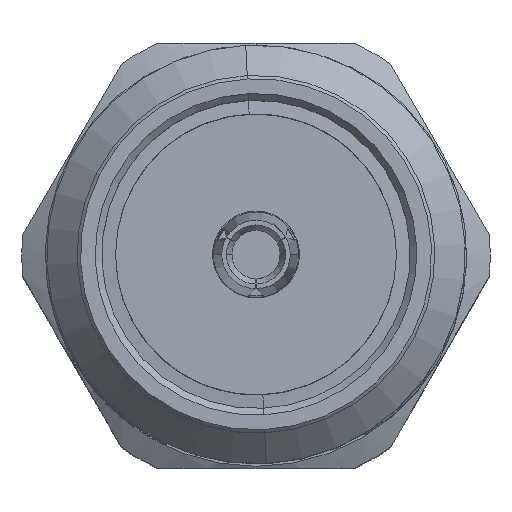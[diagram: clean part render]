
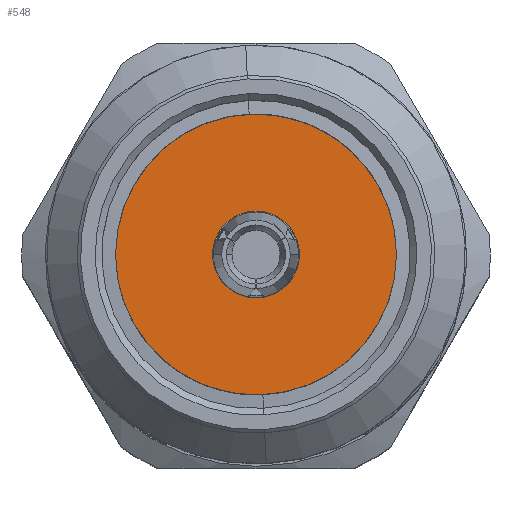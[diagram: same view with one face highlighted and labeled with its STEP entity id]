
A CAD part, top view. The second image highlights one B-rep face of the part: STEP entity #548.
In plain terms, the highlighted planar face has unit normal (0, 0, 1).
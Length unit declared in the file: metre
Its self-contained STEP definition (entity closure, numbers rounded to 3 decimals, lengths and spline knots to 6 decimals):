
#21 = CARTESIAN_POINT ( 'NONE',  ( -0.0021, 0., 0. ) ) ;
#38 = CIRCLE ( 'NONE', #2998, 0.00065 ) ;
#86 = DIRECTION ( 'NONE',  ( 0., 0., 1. ) ) ;
#294 = CARTESIAN_POINT ( 'NONE',  ( 0., 0.0021, 0. ) ) ;
#548 = ADVANCED_FACE ( 'NONE', ( #1501, #2216 ), #2980, .F. ) ;
#609 = EDGE_CURVE ( 'NONE', #2160, #2258, #3397, .T. ) ;
#800 = ORIENTED_EDGE ( 'NONE', *, *, #2299, .F. ) ;
#840 = DIRECTION ( 'NONE',  ( 0., 0., -1. ) ) ;
#857 = EDGE_CURVE ( 'NONE', #1348, #1103, #38, .T. ) ;
#862 = CARTESIAN_POINT ( 'NONE',  ( 0.0021, 0., 0. ) ) ;
#1103 = VERTEX_POINT ( 'NONE', #2246 ) ;
#1118 = ORIENTED_EDGE ( 'NONE', *, *, #2874, .T. ) ;
#1155 = CARTESIAN_POINT ( 'NONE',  ( 0., 0., 0. ) ) ;
#1269 = ORIENTED_EDGE ( 'NONE', *, *, #857, .F. ) ;
#1270 = CIRCLE ( 'NONE', #2151, 0.0021 ) ;
#1346 = DIRECTION ( 'NONE',  ( 0., 0., 1. ) ) ;
#1348 = VERTEX_POINT ( 'NONE', #1372 ) ;
#1372 = CARTESIAN_POINT ( 'NONE',  ( 0.00065, 0., 0. ) ) ;
#1418 = DIRECTION ( 'NONE',  ( 1., 0., 0. ) ) ;
#1501 = FACE_BOUND ( 'NONE', #1611, .T. ) ;
#1545 = DIRECTION ( 'NONE',  ( 0., 0., 1. ) ) ;
#1611 = EDGE_LOOP ( 'NONE', ( #1269, #800 ) ) ;
#1675 = EDGE_LOOP ( 'NONE', ( #1118, #2960 ) ) ;
#1689 = CARTESIAN_POINT ( 'NONE',  ( 0., 0., 0. ) ) ;
#1971 = DIRECTION ( 'NONE',  ( 1., 0., 0. ) ) ;
#1992 = AXIS2_PLACEMENT_3D ( 'NONE', #294, #840, #2726 ) ;
#2151 = AXIS2_PLACEMENT_3D ( 'NONE', #3158, #1545, #3432 ) ;
#2156 = AXIS2_PLACEMENT_3D ( 'NONE', #1155, #3024, #1418 ) ;
#2160 = VERTEX_POINT ( 'NONE', #21 ) ;
#2216 = FACE_OUTER_BOUND ( 'NONE', #1675, .T. ) ;
#2246 = CARTESIAN_POINT ( 'NONE',  ( -0.00065, 0., 0. ) ) ;
#2258 = VERTEX_POINT ( 'NONE', #862 ) ;
#2293 = AXIS2_PLACEMENT_3D ( 'NONE', #1689, #86, #1971 ) ;
#2299 = EDGE_CURVE ( 'NONE', #1103, #1348, #3076, .T. ) ;
#2726 = DIRECTION ( 'NONE',  ( -1., 0., 0. ) ) ;
#2874 = EDGE_CURVE ( 'NONE', #2258, #2160, #1270, .T. ) ;
#2957 = CARTESIAN_POINT ( 'NONE',  ( 0., 0., 0. ) ) ;
#2960 = ORIENTED_EDGE ( 'NONE', *, *, #609, .T. ) ;
#2980 = PLANE ( 'NONE',  #1992 ) ;
#2998 = AXIS2_PLACEMENT_3D ( 'NONE', #2957, #1346, #3219 ) ;
#3024 = DIRECTION ( 'NONE',  ( 0., 0., 1. ) ) ;
#3076 = CIRCLE ( 'NONE', #2293, 0.00065 ) ;
#3158 = CARTESIAN_POINT ( 'NONE',  ( 0., 0., 0. ) ) ;
#3219 = DIRECTION ( 'NONE',  ( 1., 0., 0. ) ) ;
#3397 = CIRCLE ( 'NONE', #2156, 0.0021 ) ;
#3432 = DIRECTION ( 'NONE',  ( 1., 0., 0. ) ) ;
